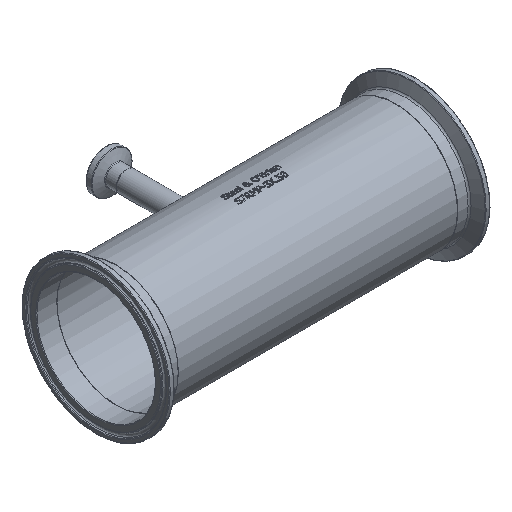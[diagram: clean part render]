
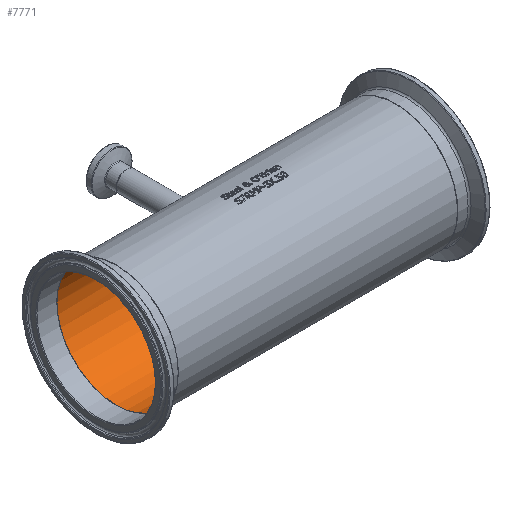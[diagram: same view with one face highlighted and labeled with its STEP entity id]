
A CAD part, isometric view. The second image highlights one B-rep face of the part: STEP entity #7771.
In plain terms, the highlighted cylindrical face has radius 36.449 mm (diameter 72.898 mm), a full revolution.
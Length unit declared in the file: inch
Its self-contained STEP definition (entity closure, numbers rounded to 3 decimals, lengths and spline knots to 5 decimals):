
#138=FACE_BOUND('',#1435,.T.);
#139=FACE_BOUND('',#1436,.T.);
#140=FACE_BOUND('',#1437,.T.);
#1435=EDGE_LOOP('',(#7125));
#1436=EDGE_LOOP('',(#7126));
#1437=EDGE_LOOP('',(#7127));
#2674=CIRCLE('',#8201,1.435);
#2675=CIRCLE('',#8202,1.435);
#3114=B_SPLINE_CURVE_WITH_KNOTS('',3,(#16993,#16994,#16995,#16996,#16997,
#16998,#16999,#17000,#17001,#17002,#17003,#17004,#17005,#17006,#17007,#17008,
#17009,#17010,#17011,#17012,#17013,#17014,#17015,#17016,#17017,#17018,#17019,
#17020,#17021,#17022,#17023,#17024,#17025,#17026),.UNSPECIFIED.,.T.,.F.,
(4,2,2,2,2,2,2,2,2,2,2,2,2,2,2,2,4),(0.,0.17722,0.35444,
0.53165,0.70887,0.88608,1.0633,1.24052,
1.41774,1.59495,1.77217,1.94939,2.1266,
2.30382,2.48104,2.65825,2.83547),
 .UNSPECIFIED.);
#3828=VERTEX_POINT('',#16992);
#3829=VERTEX_POINT('',#17028);
#3830=VERTEX_POINT('',#17030);
#4945=EDGE_CURVE('',#3828,#3828,#3114,.T.);
#4946=EDGE_CURVE('',#3829,#3829,#2674,.T.);
#4947=EDGE_CURVE('',#3830,#3830,#2675,.T.);
#7125=ORIENTED_EDGE('',*,*,#4945,.T.);
#7126=ORIENTED_EDGE('',*,*,#4946,.F.);
#7127=ORIENTED_EDGE('',*,*,#4947,.F.);
#7269=CYLINDRICAL_SURFACE('',#8200,1.435);
#7771=ADVANCED_FACE('',(#138,#139,#140),#7269,.F.);
#8200=AXIS2_PLACEMENT_3D('',#17027,#9554,#9555);
#8201=AXIS2_PLACEMENT_3D('',#17029,#9556,#9557);
#8202=AXIS2_PLACEMENT_3D('',#17031,#9558,#9559);
#9554=DIRECTION('center_axis',(-1.,0.,0.));
#9555=DIRECTION('ref_axis',(0.,0.,
1.));
#9556=DIRECTION('center_axis',(1.,0.,0.));
#9557=DIRECTION('ref_axis',(0.,0.,
1.));
#9558=DIRECTION('center_axis',(-1.,0.,0.));
#9559=DIRECTION('ref_axis',(0.,0.,
1.));
#16992=CARTESIAN_POINT('',(-0.90514,1.42302,0.185));
#16993=CARTESIAN_POINT('Ctrl Pts',(-0.90514,1.42302,
0.185));
#16994=CARTESIAN_POINT('Ctrl Pts',(-0.88188,1.42302,
0.185));
#16995=CARTESIAN_POINT('Ctrl Pts',(-0.85709,1.42365,
0.18035));
#16996=CARTESIAN_POINT('Ctrl Pts',(-0.81152,1.42592,0.16146));
#16997=CARTESIAN_POINT('Ctrl Pts',(-0.79073,1.42752,
0.14723));
#16998=CARTESIAN_POINT('Ctrl Pts',(-0.75791,1.43053,
0.1144));
#16999=CARTESIAN_POINT('Ctrl Pts',(-0.74368,1.43212,0.09362));
#17000=CARTESIAN_POINT('Ctrl Pts',(-0.72479,1.43438,0.04805));
#17001=CARTESIAN_POINT('Ctrl Pts',(-0.72014,1.435,0.02326));
#17002=CARTESIAN_POINT('Ctrl Pts',(-0.72014,1.435,-0.02326));
#17003=CARTESIAN_POINT('Ctrl Pts',(-0.72479,1.43438,-0.04805));
#17004=CARTESIAN_POINT('Ctrl Pts',(-0.74368,1.43212,-0.09362));
#17005=CARTESIAN_POINT('Ctrl Pts',(-0.75791,1.43053,
-0.1144));
#17006=CARTESIAN_POINT('Ctrl Pts',(-0.79073,1.42752,
-0.14723));
#17007=CARTESIAN_POINT('Ctrl Pts',(-0.81152,1.42592,
-0.16146));
#17008=CARTESIAN_POINT('Ctrl Pts',(-0.85709,1.42365,
-0.18035));
#17009=CARTESIAN_POINT('Ctrl Pts',(-0.88188,1.42302,
-0.185));
#17010=CARTESIAN_POINT('Ctrl Pts',(-0.92839,1.42302,
-0.185));
#17011=CARTESIAN_POINT('Ctrl Pts',(-0.95318,1.42365,
-0.18035));
#17012=CARTESIAN_POINT('Ctrl Pts',(-0.99876,1.42592,
-0.16146));
#17013=CARTESIAN_POINT('Ctrl Pts',(-1.01954,1.42752,-0.14723));
#17014=CARTESIAN_POINT('Ctrl Pts',(-1.05236,1.43053,-0.1144));
#17015=CARTESIAN_POINT('Ctrl Pts',(-1.0666,1.43212,-0.09362));
#17016=CARTESIAN_POINT('Ctrl Pts',(-1.08548,1.43438,-0.04805));
#17017=CARTESIAN_POINT('Ctrl Pts',(-1.09014,1.435,-0.02326));
#17018=CARTESIAN_POINT('Ctrl Pts',(-1.09014,1.435,0.02326));
#17019=CARTESIAN_POINT('Ctrl Pts',(-1.08548,1.43438,0.04805));
#17020=CARTESIAN_POINT('Ctrl Pts',(-1.0666,1.43212,0.09362));
#17021=CARTESIAN_POINT('Ctrl Pts',(-1.05236,1.43053,0.1144));
#17022=CARTESIAN_POINT('Ctrl Pts',(-1.01954,1.42752,0.14723));
#17023=CARTESIAN_POINT('Ctrl Pts',(-0.99876,1.42592,
0.16146));
#17024=CARTESIAN_POINT('Ctrl Pts',(-0.95318,1.42365,
0.18035));
#17025=CARTESIAN_POINT('Ctrl Pts',(-0.92839,1.42302,
0.185));
#17026=CARTESIAN_POINT('Ctrl Pts',(-0.90514,1.42302,
0.185));
#17027=CARTESIAN_POINT('Origin',(2.46986,0.,
0.));
#17028=CARTESIAN_POINT('',(-4.28014,0.,-1.435));
#17029=CARTESIAN_POINT('Origin',(-4.28014,0.,
0.));
#17030=CARTESIAN_POINT('',(2.46986,0.,-1.435));
#17031=CARTESIAN_POINT('Origin',(2.46986,0.,
0.));
